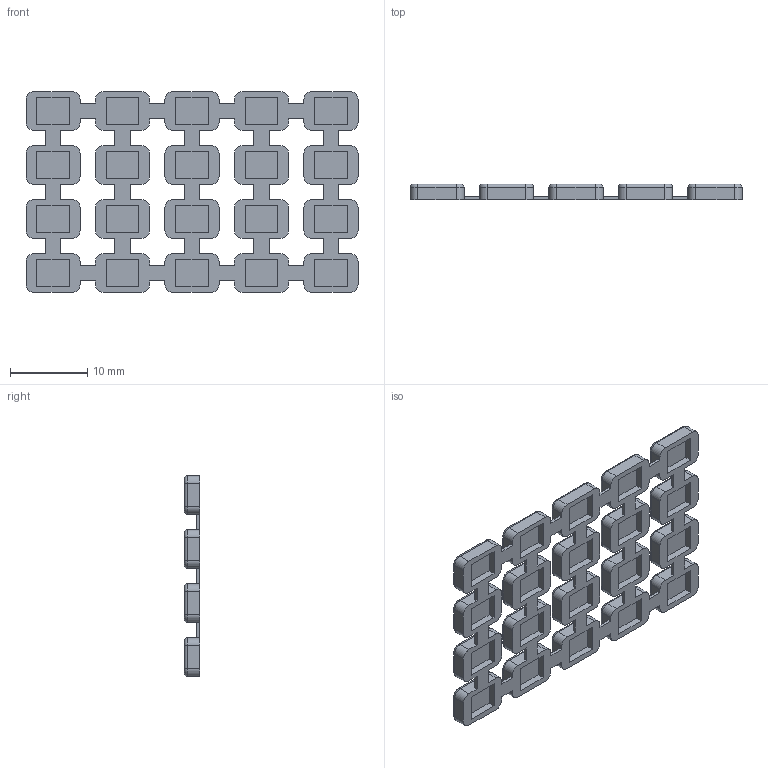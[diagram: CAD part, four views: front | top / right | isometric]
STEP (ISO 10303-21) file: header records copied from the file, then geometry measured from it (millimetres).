
FILE_DESCRIPTION(/* description */ (''),/* implementation_level */ '2;1');
FILE_NAME(/* name */ '029f0198-6590-453d-b91c-03bff40cb4ac.stp',/* time_stamp */ '2017-01-17T05:28:15-03:00',/* author */ (''),/* organization */ (''),/* preprocessor_version */ 'ST-DEVELOPER v16.5',/* originating_system */ 'Autodesk Translation Framework v5.2.0.2920',/* authorisation */ '');
FILE_SCHEMA (('AUTOMOTIVE_DESIGN { 1 0 10303 214 3 1 1 }'));
Length unit declared in the file: millimetre
Products named in the file (1): keypad v2
Bounding box: 43 x 2 x 26 mm (x, y, z)
Volume: 1122.9 mm3; surface area: 2640.3 mm2
Topology: 1 solids, 1 shells, 510 faces, 1316 edges, 824 vertices
Faces by surface type: plane 270, cylinder 160, torus 80
Entity records: 15418 total; most frequent: DIRECTION 2738, CARTESIAN_POINT 2651, ORIENTED_EDGE 2632, EDGE_CURVE 1316, LINE 916, VECTOR 916, AXIS2_PLACEMENT_3D 911, VERTEX_POINT 824
